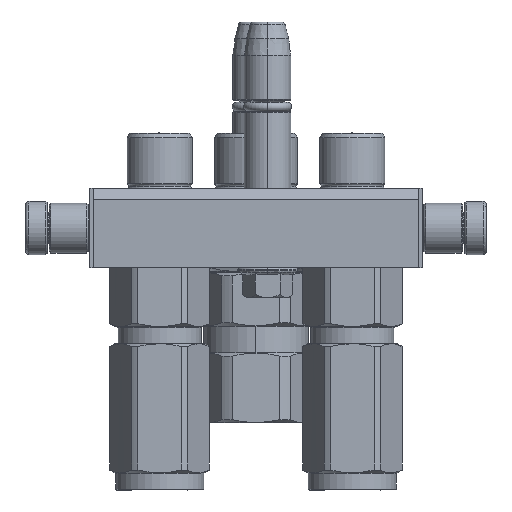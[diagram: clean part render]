
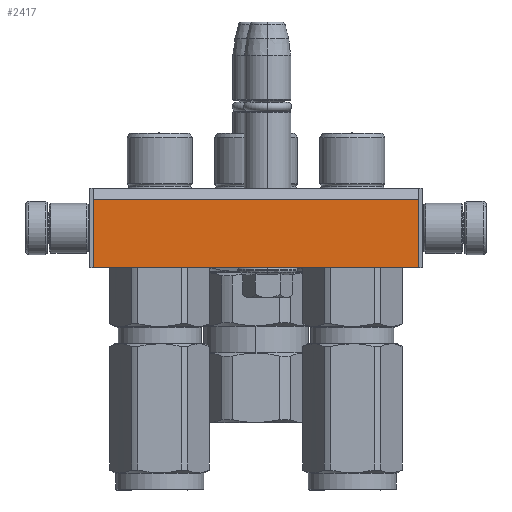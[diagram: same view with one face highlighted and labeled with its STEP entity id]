
A CAD part, left-side view. The second image highlights one B-rep face of the part: STEP entity #2417.
In plain terms, the highlighted face is planar.
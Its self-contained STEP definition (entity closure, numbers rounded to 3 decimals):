
#1503 = VERTEX_POINT ( 'NONE', #5760 ) ;
#1858 = LINE ( 'NONE', #42661, #7761 ) ;
#2417 = ADVANCED_FACE ( 'NONE', ( #23726 ), #27630, .T. ) ;
#4883 = ORIENTED_EDGE ( 'NONE', *, *, #38754, .T. ) ;
#5760 = CARTESIAN_POINT ( 'NONE',  ( -20., 24., 24. ) ) ;
#6047 = CARTESIAN_POINT ( 'NONE',  ( 78., 3.464, 24. ) ) ;
#7049 = LINE ( 'NONE', #27145, #45973 ) ;
#7642 = EDGE_CURVE ( 'NONE', #1503, #40237, #39124, .T. ) ;
#7761 = VECTOR ( 'NONE', #27219, 1000. ) ;
#8828 = DIRECTION ( 'NONE',  ( 0., 0., 1. ) ) ;
#9664 = CARTESIAN_POINT ( 'NONE',  ( 78., 24., 24. ) ) ;
#12261 = DIRECTION ( 'NONE',  ( 1., 0., 0. ) ) ;
#12463 = DIRECTION ( 'NONE',  ( 0., 1., 0. ) ) ;
#15846 = VECTOR ( 'NONE', #12463, 1000. ) ;
#16197 = EDGE_CURVE ( 'NONE', #20172, #1503, #17005, .T. ) ;
#16241 = ORIENTED_EDGE ( 'NONE', *, *, #21790, .T. ) ;
#17005 = LINE ( 'NONE', #19587, #15846 ) ;
#18755 = EDGE_LOOP ( 'NONE', ( #47413, #28050, #4883, #16241 ) ) ;
#19587 = CARTESIAN_POINT ( 'NONE',  ( -20., 3.464, 24. ) ) ;
#19686 = VECTOR ( 'NONE', #22000, 1000. ) ;
#20172 = VERTEX_POINT ( 'NONE', #29700 ) ;
#21790 = EDGE_CURVE ( 'NONE', #24662, #40237, #1858, .T. ) ;
#22000 = DIRECTION ( 'NONE',  ( 1., 0., 0. ) ) ;
#23701 = CARTESIAN_POINT ( 'NONE',  ( -21., 0., 24. ) ) ;
#23726 = FACE_OUTER_BOUND ( 'NONE', #18755, .T. ) ;
#24662 = VERTEX_POINT ( 'NONE', #6047 ) ;
#27145 = CARTESIAN_POINT ( 'NONE',  ( -20., 3.464, 24. ) ) ;
#27219 = DIRECTION ( 'NONE',  ( 0., 1., 0. ) ) ;
#27630 = PLANE ( 'NONE',  #40561 ) ;
#28050 = ORIENTED_EDGE ( 'NONE', *, *, #16197, .F. ) ;
#29700 = CARTESIAN_POINT ( 'NONE',  ( -20., 3.464, 24. ) ) ;
#38754 = EDGE_CURVE ( 'NONE', #20172, #24662, #7049, .T. ) ;
#39124 = LINE ( 'NONE', #40782, #19686 ) ;
#40237 = VERTEX_POINT ( 'NONE', #9664 ) ;
#40561 = AXIS2_PLACEMENT_3D ( 'NONE', #23701, #8828, #42619 ) ;
#40782 = CARTESIAN_POINT ( 'NONE',  ( -20., 24., 24. ) ) ;
#42619 = DIRECTION ( 'NONE',  ( 1., 0., 0. ) ) ;
#42661 = CARTESIAN_POINT ( 'NONE',  ( 78., 3.464, 24. ) ) ;
#45973 = VECTOR ( 'NONE', #12261, 1000. ) ;
#47413 = ORIENTED_EDGE ( 'NONE', *, *, #7642, .F. ) ;
